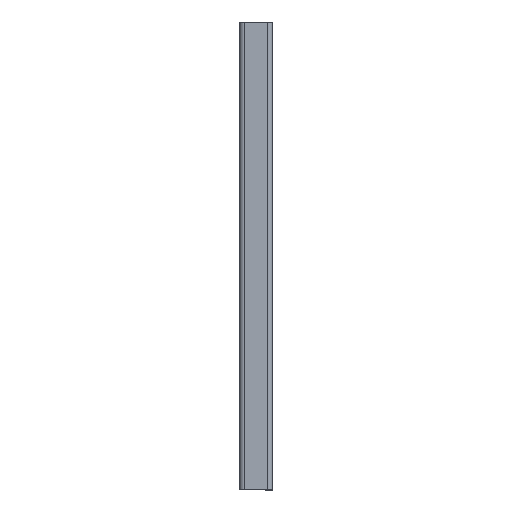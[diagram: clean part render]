
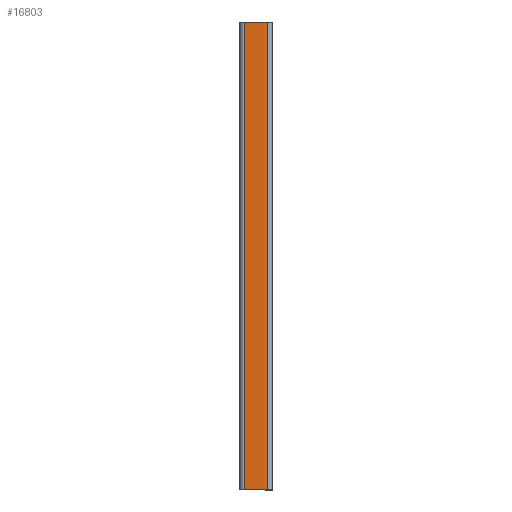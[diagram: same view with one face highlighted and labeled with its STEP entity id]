
A CAD part, left-side view. The second image highlights one B-rep face of the part: STEP entity #16803.
In plain terms, the highlighted planar face has unit normal (-1, 0, 0).
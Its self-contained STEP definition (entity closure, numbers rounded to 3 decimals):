
#93 = VERTEX_POINT ( 'NONE', #1698 ) ;
#426 = DIRECTION ( 'NONE',  ( 0., 0., 1. ) ) ;
#773 = DIRECTION ( 'NONE',  ( 0., 0., 1. ) ) ;
#1698 = CARTESIAN_POINT ( 'NONE',  ( -20.5, 18., -300. ) ) ;
#2263 = LINE ( 'NONE', #4468, #8167 ) ;
#2316 = PLANE ( 'NONE',  #7572 ) ;
#4367 = CARTESIAN_POINT ( 'NONE',  ( -20.5, 18., -150. ) ) ;
#4468 = CARTESIAN_POINT ( 'NONE',  ( -20.5, 0., -300. ) ) ;
#5307 = FACE_OUTER_BOUND ( 'NONE', #16852, .T. ) ;
#5538 = ORIENTED_EDGE ( 'NONE', *, *, #7873, .F. ) ;
#5708 = ORIENTED_EDGE ( 'NONE', *, *, #16056, .T. ) ;
#6050 = CARTESIAN_POINT ( 'NONE',  ( -20.5, 3., -150. ) ) ;
#6286 = VERTEX_POINT ( 'NONE', #15150 ) ;
#6478 = CARTESIAN_POINT ( 'NONE',  ( -20.5, 0., -150. ) ) ;
#6926 = EDGE_CURVE ( 'NONE', #93, #6286, #6927, .T. ) ;
#6927 = LINE ( 'NONE', #4367, #8426 ) ;
#7161 = CARTESIAN_POINT ( 'NONE',  ( -20.5, 0., 0. ) ) ;
#7288 = DIRECTION ( 'NONE',  ( 0., 1., 0. ) ) ;
#7572 = AXIS2_PLACEMENT_3D ( 'NONE', #6478, #13281, #11751 ) ;
#7672 = VECTOR ( 'NONE', #7288, 1000. ) ;
#7873 = EDGE_CURVE ( 'NONE', #14840, #93, #2263, .T. ) ;
#8167 = VECTOR ( 'NONE', #12431, 1000. ) ;
#8322 = LINE ( 'NONE', #7161, #7672 ) ;
#8426 = VECTOR ( 'NONE', #426, 1000. ) ;
#8538 = ORIENTED_EDGE ( 'NONE', *, *, #6926, .F. ) ;
#10380 = VERTEX_POINT ( 'NONE', #15434 ) ;
#10692 = LINE ( 'NONE', #6050, #15312 ) ;
#10987 = EDGE_CURVE ( 'NONE', #14840, #10380, #10692, .T. ) ;
#11059 = ORIENTED_EDGE ( 'NONE', *, *, #10987, .T. ) ;
#11751 = DIRECTION ( 'NONE',  ( 0., 0., -1. ) ) ;
#12431 = DIRECTION ( 'NONE',  ( 0., 1., 0. ) ) ;
#13281 = DIRECTION ( 'NONE',  ( 1., 0., 0. ) ) ;
#14840 = VERTEX_POINT ( 'NONE', #15205 ) ;
#15150 = CARTESIAN_POINT ( 'NONE',  ( -20.5, 18., 0. ) ) ;
#15205 = CARTESIAN_POINT ( 'NONE',  ( -20.5, 3., -300. ) ) ;
#15312 = VECTOR ( 'NONE', #773, 1000. ) ;
#15434 = CARTESIAN_POINT ( 'NONE',  ( -20.5, 3., 0. ) ) ;
#16056 = EDGE_CURVE ( 'NONE', #10380, #6286, #8322, .T. ) ;
#16803 = ADVANCED_FACE ( 'NONE', ( #5307 ), #2316, .F. ) ;
#16852 = EDGE_LOOP ( 'NONE', ( #5708, #8538, #5538, #11059 ) ) ;
